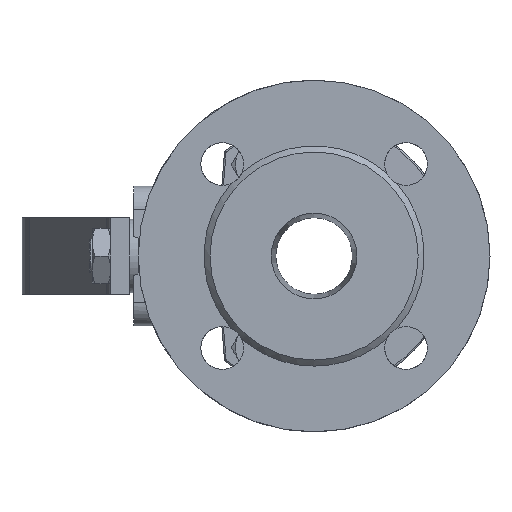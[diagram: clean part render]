
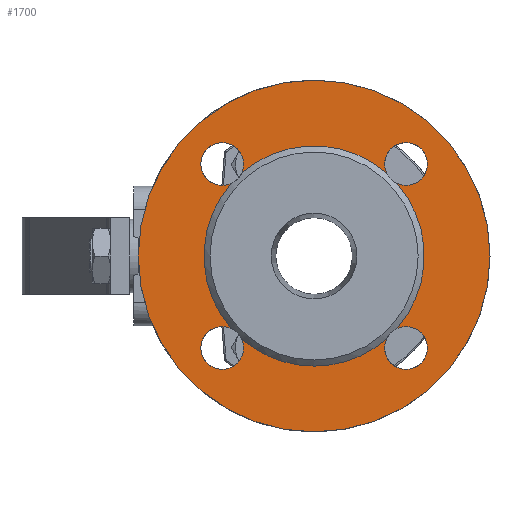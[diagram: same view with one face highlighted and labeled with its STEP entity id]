
A CAD part, left-side view. The second image highlights one B-rep face of the part: STEP entity #1700.
In plain terms, the highlighted planar face has unit normal (-1, 0, 0).
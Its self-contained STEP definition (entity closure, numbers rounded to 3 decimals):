
#1700 = ADVANCED_FACE( 'NONE', ( #4075, #4076 ), #4077, .F. );
#4075 = FACE_OUTER_BOUND( '', #12903, .T. );
#4076 = FACE_BOUND( '', #12904, .T. );
#4077 = PLANE( '', #12905 );
#12903 = EDGE_LOOP( '', ( #30476 ) );
#12904 = EDGE_LOOP( '', ( #30477, #30478, #30479, #30480, #30481, #30482, #30483, #30484 ) );
#12905 = AXIS2_PLACEMENT_3D( '', #30485, #30486, #30487 );
#30476 = ORIENTED_EDGE( '', *, *, #37047, .F. );
#30477 = ORIENTED_EDGE( '', *, *, #37048, .T. );
#30478 = ORIENTED_EDGE( '', *, *, #36143, .T. );
#30479 = ORIENTED_EDGE( '', *, *, #37049, .T. );
#30480 = ORIENTED_EDGE( '', *, *, #37050, .T. );
#30481 = ORIENTED_EDGE( '', *, *, #37051, .T. );
#30482 = ORIENTED_EDGE( '', *, *, #37052, .T. );
#30483 = ORIENTED_EDGE( '', *, *, #37053, .T. );
#30484 = ORIENTED_EDGE( '', *, *, #37054, .T. );
#30485 = CARTESIAN_POINT( '', ( -73., 36., 0. ) );
#30486 = DIRECTION( '', ( 1., 0., 0. ) );
#30487 = DIRECTION( '', ( 0., 0., 1. ) );
#36143 = EDGE_CURVE( 'NONE', #40279, #40280, #40281, .T. );
#37047 = EDGE_CURVE( 'NONE', #41681, #41681, #41682, .T. );
#37048 = EDGE_CURVE( 'NONE', #41683, #40279, #41684, .T. );
#37049 = EDGE_CURVE( 'NONE', #40280, #41685, #41686, .T. );
#37050 = EDGE_CURVE( 'NONE', #41685, #41687, #41688, .T. );
#37051 = EDGE_CURVE( 'NONE', #41687, #41689, #41690, .T. );
#37052 = EDGE_CURVE( 'NONE', #41689, #41691, #41692, .T. );
#37053 = EDGE_CURVE( 'NONE', #41691, #41693, #41694, .T. );
#37054 = EDGE_CURVE( 'NONE', #41693, #41683, #41695, .T. );
#40279 = VERTEX_POINT( 'NONE', #49109 );
#40280 = VERTEX_POINT( 'NONE', #49110 );
#40281 = CIRCLE( '', #49111, 7. );
#41681 = VERTEX_POINT( '', #56401 );
#41682 = CIRCLE( '', #56402, 57.5 );
#41683 = VERTEX_POINT( 'NONE', #56403 );
#41684 = CIRCLE( '', #56404, 36. );
#41685 = VERTEX_POINT( 'NONE', #56405 );
#41686 = CIRCLE( '', #56406, 36. );
#41687 = VERTEX_POINT( 'NONE', #56407 );
#41688 = CIRCLE( '', #56408, 7. );
#41689 = VERTEX_POINT( 'NONE', #56409 );
#41690 = CIRCLE( '', #56410, 36. );
#41691 = VERTEX_POINT( 'NONE', #56411 );
#41692 = CIRCLE( '', #56412, 7. );
#41693 = VERTEX_POINT( 'NONE', #56413 );
#41694 = CIRCLE( '', #56414, 36. );
#41695 = CIRCLE( '', #56415, 7. );
#49109 = CARTESIAN_POINT( '', ( -73., -27.094, -23.705 ) );
#49110 = CARTESIAN_POINT( '', ( -73., -23.705, -27.094 ) );
#49111 = AXIS2_PLACEMENT_3D( '', #63434, #63435, #63436 );
#56401 = CARTESIAN_POINT( '', ( -73., 0., -57.5 ) );
#56402 = AXIS2_PLACEMENT_3D( '', #64127, #64128, #64129 );
#56403 = CARTESIAN_POINT( '', ( -73., -27.094, 23.705 ) );
#56404 = AXIS2_PLACEMENT_3D( '', #64130, #64131, #64132 );
#56405 = CARTESIAN_POINT( '', ( -73., 23.705, -27.094 ) );
#56406 = AXIS2_PLACEMENT_3D( '', #64133, #64134, #64135 );
#56407 = CARTESIAN_POINT( '', ( -73., 27.094, -23.705 ) );
#56408 = AXIS2_PLACEMENT_3D( '', #64136, #64137, #64138 );
#56409 = CARTESIAN_POINT( '', ( -73., 27.094, 23.705 ) );
#56410 = AXIS2_PLACEMENT_3D( '', #64139, #64140, #64141 );
#56411 = CARTESIAN_POINT( '', ( -73., 23.705, 27.094 ) );
#56412 = AXIS2_PLACEMENT_3D( '', #64142, #64143, #64144 );
#56413 = CARTESIAN_POINT( '', ( -73., -23.705, 27.094 ) );
#56414 = AXIS2_PLACEMENT_3D( '', #64145, #64146, #64147 );
#56415 = AXIS2_PLACEMENT_3D( '', #64148, #64149, #64150 );
#63434 = CARTESIAN_POINT( '', ( -73., -30.05, -30.05 ) );
#63435 = DIRECTION( '', ( 1., 0., 0. ) );
#63436 = DIRECTION( '', ( 0., 0., -1. ) );
#64127 = CARTESIAN_POINT( '', ( -73., 0., 0. ) );
#64128 = DIRECTION( '', ( 1., 0., 0. ) );
#64129 = DIRECTION( '', ( 0., 0., -1. ) );
#64130 = CARTESIAN_POINT( '', ( -73., 0., 0. ) );
#64131 = DIRECTION( '', ( 1., 0., 0. ) );
#64132 = DIRECTION( '', ( 0., 0., -1. ) );
#64133 = CARTESIAN_POINT( '', ( -73., 0., 0. ) );
#64134 = DIRECTION( '', ( 1., 0., 0. ) );
#64135 = DIRECTION( '', ( 0., 0., -1. ) );
#64136 = CARTESIAN_POINT( '', ( -73., 30.05, -30.05 ) );
#64137 = DIRECTION( '', ( 1., 0., 0. ) );
#64138 = DIRECTION( '', ( 0., 0., -1. ) );
#64139 = CARTESIAN_POINT( '', ( -73., 0., 0. ) );
#64140 = DIRECTION( '', ( 1., 0., 0. ) );
#64141 = DIRECTION( '', ( 0., 0., -1. ) );
#64142 = CARTESIAN_POINT( '', ( -73., 30.05, 30.05 ) );
#64143 = DIRECTION( '', ( 1., 0., 0. ) );
#64144 = DIRECTION( '', ( 0., 0., -1. ) );
#64145 = CARTESIAN_POINT( '', ( -73., 0., 0. ) );
#64146 = DIRECTION( '', ( 1., 0., 0. ) );
#64147 = DIRECTION( '', ( 0., 0., -1. ) );
#64148 = CARTESIAN_POINT( '', ( -73., -30.05, 30.05 ) );
#64149 = DIRECTION( '', ( 1., 0., 0. ) );
#64150 = DIRECTION( '', ( 0., 0., -1. ) );
